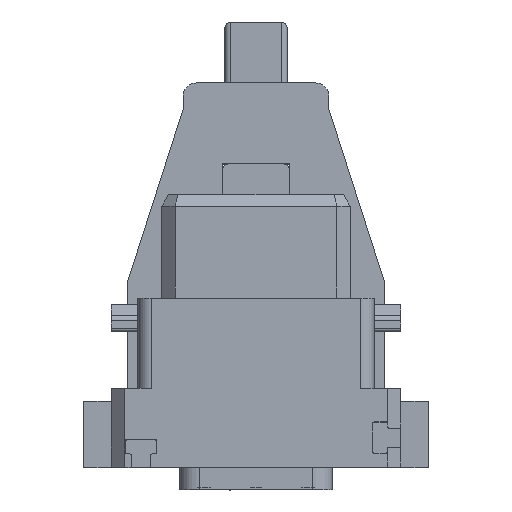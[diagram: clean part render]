
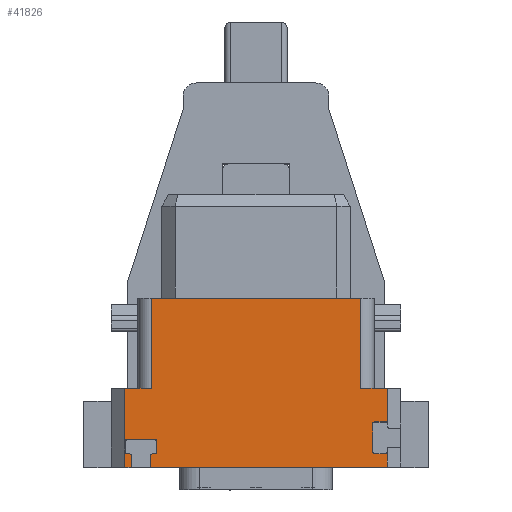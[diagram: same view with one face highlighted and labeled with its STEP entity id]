
A CAD part, top view. The second image highlights one B-rep face of the part: STEP entity #41826.
In plain terms, the highlighted planar face has unit normal (0, 0, 1).
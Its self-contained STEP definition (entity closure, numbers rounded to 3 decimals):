
#194=DIRECTION('',(-1.,0.,0.));
#195=VECTOR('',#194,15.8);
#196=CARTESIAN_POINT('',(7.9,12.75,9.9));
#197=LINE('',#196,#195);
#413=CARTESIAN_POINT('',(9.75,3.275,9.9));
#414=DIRECTION('',(0.,0.,1.));
#415=DIRECTION('',(1.,0.,0.));
#416=AXIS2_PLACEMENT_3D('',#413,#414,#415);
#418=DIRECTION('',(-1.,0.,0.));
#419=VECTOR('',#418,0.8);
#420=CARTESIAN_POINT('',(9.75,3.425,9.9));
#421=LINE('',#420,#419);
#422=CARTESIAN_POINT('',(8.95,3.275,9.9));
#423=DIRECTION('',(0.,0.,1.));
#424=DIRECTION('',(0.,1.,0.));
#425=AXIS2_PLACEMENT_3D('',#422,#423,#424);
#427=DIRECTION('',(0.,-1.,0.));
#428=VECTOR('',#427,2.1);
#429=CARTESIAN_POINT('',(8.8,3.275,9.9));
#430=LINE('',#429,#428);
#431=CARTESIAN_POINT('',(8.95,1.175,9.9));
#432=DIRECTION('',(0.,0.,1.));
#433=DIRECTION('',(-1.,0.,0.));
#434=AXIS2_PLACEMENT_3D('',#431,#432,#433);
#436=DIRECTION('',(1.,0.,0.));
#437=VECTOR('',#436,0.8);
#438=CARTESIAN_POINT('',(8.95,1.025,9.9));
#439=LINE('',#438,#437);
#440=CARTESIAN_POINT('',(9.75,1.175,9.9));
#441=DIRECTION('',(0.,0.,1.));
#442=DIRECTION('',(0.,-1.,0.));
#443=AXIS2_PLACEMENT_3D('',#440,#441,#442);
#445=DIRECTION('',(0.,1.,0.));
#446=VECTOR('',#445,1.175);
#447=CARTESIAN_POINT('',(9.9,0.,9.9));
#448=LINE('',#447,#446);
#449=DIRECTION('',(0.,1.,0.));
#450=VECTOR('',#449,0.85);
#451=CARTESIAN_POINT('',(-7.95,0.,9.9));
#452=LINE('',#451,#450);
#453=CARTESIAN_POINT('',(-7.8,0.85,9.9));
#454=DIRECTION('',(0.,0.,1.));
#455=DIRECTION('',(0.,1.,0.));
#456=AXIS2_PLACEMENT_3D('',#453,#454,#455);
#458=DIRECTION('',(1.,0.,0.));
#459=VECTOR('',#458,0.175);
#460=CARTESIAN_POINT('',(-7.8,1.,9.9));
#461=LINE('',#460,#459);
#462=CARTESIAN_POINT('',(-7.625,1.15,9.9));
#463=DIRECTION('',(0.,0.,1.));
#464=DIRECTION('',(0.,-1.,0.));
#465=AXIS2_PLACEMENT_3D('',#462,#463,#464);
#467=DIRECTION('',(0.,1.,0.));
#468=VECTOR('',#467,0.8);
#469=CARTESIAN_POINT('',(-7.475,1.15,9.9));
#470=LINE('',#469,#468);
#471=CARTESIAN_POINT('',(-7.625,1.95,9.9));
#472=DIRECTION('',(0.,0.,1.));
#473=DIRECTION('',(1.,0.,0.));
#474=AXIS2_PLACEMENT_3D('',#471,#472,#473);
#476=DIRECTION('',(-1.,0.,0.));
#477=VECTOR('',#476,2.1);
#478=CARTESIAN_POINT('',(-7.625,2.1,9.9));
#479=LINE('',#478,#477);
#480=CARTESIAN_POINT('',(-9.725,1.95,9.9));
#481=DIRECTION('',(0.,0.,1.));
#482=DIRECTION('',(0.,1.,0.));
#483=AXIS2_PLACEMENT_3D('',#480,#481,#482);
#485=DIRECTION('',(0.,-1.,0.));
#486=VECTOR('',#485,0.8);
#487=CARTESIAN_POINT('',(-9.875,1.95,9.9));
#488=LINE('',#487,#486);
#489=CARTESIAN_POINT('',(-9.725,1.15,9.9));
#490=DIRECTION('',(0.,0.,1.));
#491=DIRECTION('',(-1.,0.,0.));
#492=AXIS2_PLACEMENT_3D('',#489,#490,#491);
#494=DIRECTION('',(1.,0.,0.));
#495=VECTOR('',#494,0.175);
#496=CARTESIAN_POINT('',(-9.725,1.,9.9));
#497=LINE('',#496,#495);
#498=CARTESIAN_POINT('',(-9.55,0.85,9.9));
#499=DIRECTION('',(0.,0.,1.));
#500=DIRECTION('',(1.,0.,0.));
#501=AXIS2_PLACEMENT_3D('',#498,#499,#500);
#503=DIRECTION('',(0.,1.,0.));
#504=VECTOR('',#503,0.85);
#505=CARTESIAN_POINT('',(-9.4,0.,9.9));
#506=LINE('',#505,#504);
#507=DIRECTION('',(0.,-1.,0.));
#508=VECTOR('',#507,5.95);
#509=CARTESIAN_POINT('',(-9.9,5.95,9.9));
#510=LINE('',#509,#508);
#511=DIRECTION('',(0.,-1.,0.));
#512=VECTOR('',#511,6.8);
#513=CARTESIAN_POINT('',(-7.9,12.75,9.9));
#514=LINE('',#513,#512);
#515=DIRECTION('',(0.,1.,0.));
#516=VECTOR('',#515,6.8);
#517=CARTESIAN_POINT('',(7.9,5.95,9.9));
#518=LINE('',#517,#516);
#519=DIRECTION('',(0.,1.,0.));
#520=VECTOR('',#519,2.675);
#521=CARTESIAN_POINT('',(9.9,3.275,9.9));
#522=LINE('',#521,#520);
#539=DIRECTION('',(-1.,0.,0.));
#540=VECTOR('',#539,2.);
#541=CARTESIAN_POINT('',(9.9,5.95,9.9));
#542=LINE('',#541,#540);
#731=DIRECTION('',(1.,0.,0.));
#732=VECTOR('',#731,0.5);
#733=CARTESIAN_POINT('',(-9.9,0.,9.9));
#734=LINE('',#733,#732);
#747=DIRECTION('',(1.,0.,0.));
#748=VECTOR('',#747,17.85);
#749=CARTESIAN_POINT('',(-7.95,0.,9.9));
#750=LINE('',#749,#748);
#4595=DIRECTION('',(-1.,0.,0.));
#4596=VECTOR('',#4595,2.);
#4597=CARTESIAN_POINT('',(-7.9,5.95,9.9));
#4598=LINE('',#4597,#4596);
#33585=CARTESIAN_POINT('',(-7.95,0.,9.9));
#33586=VERTEX_POINT('',#33585);
#33587=CARTESIAN_POINT('',(-9.4,0.,9.9));
#33588=VERTEX_POINT('',#33587);
#33589=CARTESIAN_POINT('',(9.9,3.275,9.9));
#33590=CARTESIAN_POINT('',(9.75,3.425,9.9));
#33591=VERTEX_POINT('',#33589);
#33592=VERTEX_POINT('',#33590);
#33593=CARTESIAN_POINT('',(8.95,3.425,9.9));
#33594=VERTEX_POINT('',#33593);
#33595=CARTESIAN_POINT('',(8.8,3.275,9.9));
#33596=VERTEX_POINT('',#33595);
#33597=CARTESIAN_POINT('',(8.8,1.175,9.9));
#33598=VERTEX_POINT('',#33597);
#33599=CARTESIAN_POINT('',(8.95,1.025,9.9));
#33600=VERTEX_POINT('',#33599);
#33601=CARTESIAN_POINT('',(9.75,1.025,9.9));
#33602=VERTEX_POINT('',#33601);
#33603=CARTESIAN_POINT('',(9.9,1.175,9.9));
#33604=VERTEX_POINT('',#33603);
#33605=CARTESIAN_POINT('',(-7.95,0.85,9.9));
#33606=VERTEX_POINT('',#33605);
#33607=CARTESIAN_POINT('',(-7.8,1.,9.9));
#33608=VERTEX_POINT('',#33607);
#33609=CARTESIAN_POINT('',(-7.625,1.,9.9));
#33610=VERTEX_POINT('',#33609);
#33611=CARTESIAN_POINT('',(-7.475,1.15,9.9));
#33612=VERTEX_POINT('',#33611);
#33613=CARTESIAN_POINT('',(-7.475,1.95,9.9));
#33614=VERTEX_POINT('',#33613);
#33615=CARTESIAN_POINT('',(-7.625,2.1,9.9));
#33616=VERTEX_POINT('',#33615);
#33617=CARTESIAN_POINT('',(-9.725,2.1,9.9));
#33618=VERTEX_POINT('',#33617);
#33619=CARTESIAN_POINT('',(-9.875,1.95,9.9));
#33620=VERTEX_POINT('',#33619);
#33621=CARTESIAN_POINT('',(-9.875,1.15,9.9));
#33622=VERTEX_POINT('',#33621);
#33623=CARTESIAN_POINT('',(-9.725,1.,9.9));
#33624=VERTEX_POINT('',#33623);
#33625=CARTESIAN_POINT('',(-9.55,1.,9.9));
#33626=VERTEX_POINT('',#33625);
#33627=CARTESIAN_POINT('',(-9.4,0.85,9.9));
#33628=VERTEX_POINT('',#33627);
#33633=CARTESIAN_POINT('',(7.9,12.75,9.9));
#33635=VERTEX_POINT('',#33633);
#33639=CARTESIAN_POINT('',(7.9,5.95,9.9));
#33640=VERTEX_POINT('',#33639);
#33645=CARTESIAN_POINT('',(-7.9,12.75,9.9));
#33646=VERTEX_POINT('',#33645);
#33647=CARTESIAN_POINT('',(-7.9,5.95,9.9));
#33648=VERTEX_POINT('',#33647);
#33653=CARTESIAN_POINT('',(9.9,5.95,9.9));
#33655=VERTEX_POINT('',#33653);
#33668=CARTESIAN_POINT('',(9.9,0.,9.9));
#33669=VERTEX_POINT('',#33668);
#33670=CARTESIAN_POINT('',(-9.9,0.,9.9));
#33672=VERTEX_POINT('',#33670);
#33676=CARTESIAN_POINT('',(-9.9,5.95,9.9));
#33677=VERTEX_POINT('',#33676);
#41762=CARTESIAN_POINT('',(10.9,12.75,9.9));
#41763=DIRECTION('',(0.,0.,1.));
#41764=DIRECTION('',(-1.,0.,0.));
#41765=AXIS2_PLACEMENT_3D('',#41762,#41763,#41764);
#41766=PLANE('',#41765);
#41768=ORIENTED_EDGE('',*,*,#41767,.T.);
#41770=ORIENTED_EDGE('',*,*,#41769,.T.);
#41772=ORIENTED_EDGE('',*,*,#41771,.T.);
#41774=ORIENTED_EDGE('',*,*,#41773,.T.);
#41776=ORIENTED_EDGE('',*,*,#41775,.T.);
#41778=ORIENTED_EDGE('',*,*,#41777,.T.);
#41780=ORIENTED_EDGE('',*,*,#41779,.T.);
#41782=ORIENTED_EDGE('',*,*,#41781,.F.);
#41784=ORIENTED_EDGE('',*,*,#41783,.F.);
#41786=ORIENTED_EDGE('',*,*,#41785,.T.);
#41788=ORIENTED_EDGE('',*,*,#41787,.F.);
#41790=ORIENTED_EDGE('',*,*,#41789,.T.);
#41792=ORIENTED_EDGE('',*,*,#41791,.T.);
#41794=ORIENTED_EDGE('',*,*,#41793,.T.);
#41796=ORIENTED_EDGE('',*,*,#41795,.T.);
#41798=ORIENTED_EDGE('',*,*,#41797,.T.);
#41800=ORIENTED_EDGE('',*,*,#41799,.T.);
#41802=ORIENTED_EDGE('',*,*,#41801,.T.);
#41804=ORIENTED_EDGE('',*,*,#41803,.T.);
#41806=ORIENTED_EDGE('',*,*,#41805,.T.);
#41808=ORIENTED_EDGE('',*,*,#41807,.F.);
#41810=ORIENTED_EDGE('',*,*,#41809,.F.);
#41812=ORIENTED_EDGE('',*,*,#41811,.F.);
#41814=ORIENTED_EDGE('',*,*,#41813,.F.);
#41816=ORIENTED_EDGE('',*,*,#41815,.F.);
#41817=ORIENTED_EDGE('',*,*,#41755,.F.);
#41818=ORIENTED_EDGE('',*,*,#41500,.F.);
#41819=ORIENTED_EDGE('',*,*,#41541,.F.);
#41821=ORIENTED_EDGE('',*,*,#41820,.F.);
#41823=ORIENTED_EDGE('',*,*,#41822,.F.);
#41824=EDGE_LOOP('',(#41768,#41770,#41772,#41774,#41776,#41778,#41780,#41782,
#41784,#41786,#41788,#41790,#41792,#41794,#41796,#41798,#41800,#41802,#41804,
#41806,#41808,#41810,#41812,#41814,#41816,#41817,#41818,#41819,#41821,#41823));
#41825=FACE_OUTER_BOUND('',#41824,.F.);
#41826=ADVANCED_FACE('',(#41825),#41766,.T.);
#417=CIRCLE('',#416,0.15);
#426=CIRCLE('',#425,0.15);
#435=CIRCLE('',#434,0.15);
#444=CIRCLE('',#443,0.15);
#457=CIRCLE('',#456,0.15);
#466=CIRCLE('',#465,0.15);
#475=CIRCLE('',#474,0.15);
#484=CIRCLE('',#483,0.15);
#493=CIRCLE('',#492,0.15);
#502=CIRCLE('',#501,0.15);
#41500=EDGE_CURVE('',#33635,#33646,#197,.T.);
#41541=EDGE_CURVE('',#33640,#33635,#518,.T.);
#41755=EDGE_CURVE('',#33646,#33648,#514,.T.);
#41767=EDGE_CURVE('',#33591,#33592,#417,.T.);
#41769=EDGE_CURVE('',#33592,#33594,#421,.T.);
#41771=EDGE_CURVE('',#33594,#33596,#426,.T.);
#41773=EDGE_CURVE('',#33596,#33598,#430,.T.);
#41775=EDGE_CURVE('',#33598,#33600,#435,.T.);
#41777=EDGE_CURVE('',#33600,#33602,#439,.T.);
#41779=EDGE_CURVE('',#33602,#33604,#444,.T.);
#41781=EDGE_CURVE('',#33669,#33604,#448,.T.);
#41783=EDGE_CURVE('',#33586,#33669,#750,.T.);
#41785=EDGE_CURVE('',#33586,#33606,#452,.T.);
#41787=EDGE_CURVE('',#33608,#33606,#457,.T.);
#41789=EDGE_CURVE('',#33608,#33610,#461,.T.);
#41791=EDGE_CURVE('',#33610,#33612,#466,.T.);
#41793=EDGE_CURVE('',#33612,#33614,#470,.T.);
#41795=EDGE_CURVE('',#33614,#33616,#475,.T.);
#41797=EDGE_CURVE('',#33616,#33618,#479,.T.);
#41799=EDGE_CURVE('',#33618,#33620,#484,.T.);
#41801=EDGE_CURVE('',#33620,#33622,#488,.T.);
#41803=EDGE_CURVE('',#33622,#33624,#493,.T.);
#41805=EDGE_CURVE('',#33624,#33626,#497,.T.);
#41807=EDGE_CURVE('',#33628,#33626,#502,.T.);
#41809=EDGE_CURVE('',#33588,#33628,#506,.T.);
#41811=EDGE_CURVE('',#33672,#33588,#734,.T.);
#41813=EDGE_CURVE('',#33677,#33672,#510,.T.);
#41815=EDGE_CURVE('',#33648,#33677,#4598,.T.);
#41820=EDGE_CURVE('',#33655,#33640,#542,.T.);
#41822=EDGE_CURVE('',#33591,#33655,#522,.T.);
